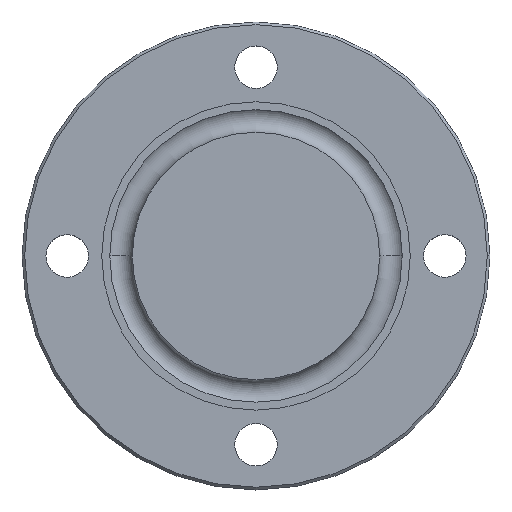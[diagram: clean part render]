
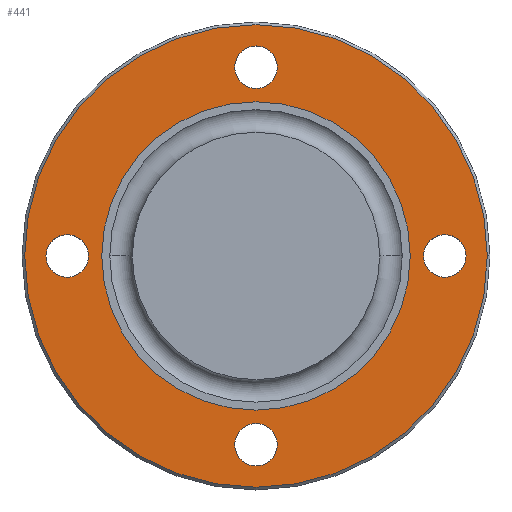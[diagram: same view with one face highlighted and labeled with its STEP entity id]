
A CAD part, top view. The second image highlights one B-rep face of the part: STEP entity #441.
In plain terms, the highlighted planar face has unit normal (0, 0, 1).
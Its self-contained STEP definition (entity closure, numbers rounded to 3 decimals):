
#2 = AXIS2_PLACEMENT_3D ( 'NONE', #538, #30, #89 ) ;
#7 = EDGE_CURVE ( 'NONE', #488, #175, #194, .T. ) ;
#9 = VERTEX_POINT ( 'NONE', #101 ) ;
#10 = AXIS2_PLACEMENT_3D ( 'NONE', #140, #93, #707 ) ;
#19 = CARTESIAN_POINT ( 'NONE',  ( 0., -35.5, 10. ) ) ;
#24 = CARTESIAN_POINT ( 'NONE',  ( -35.5, 0., 10. ) ) ;
#30 = DIRECTION ( 'NONE',  ( 0., 0., 1. ) ) ;
#41 = EDGE_LOOP ( 'NONE', ( #631, #45 ) ) ;
#44 = AXIS2_PLACEMENT_3D ( 'NONE', #19, #404, #78 ) ;
#45 = ORIENTED_EDGE ( 'NONE', *, *, #711, .F. ) ;
#63 = ORIENTED_EDGE ( 'NONE', *, *, #669, .T. ) ;
#74 = CARTESIAN_POINT ( 'NONE',  ( 43.5, 0., 10. ) ) ;
#78 = DIRECTION ( 'NONE',  ( -1., 0., 0. ) ) ;
#80 = EDGE_CURVE ( 'NONE', #265, #290, #641, .T. ) ;
#81 = CARTESIAN_POINT ( 'NONE',  ( 35.5, -4., 10. ) ) ;
#89 = DIRECTION ( 'NONE',  ( -1., 0., 0. ) ) ;
#90 = EDGE_LOOP ( 'NONE', ( #548, #574 ) ) ;
#93 = DIRECTION ( 'NONE',  ( 0., 0., 1. ) ) ;
#97 = AXIS2_PLACEMENT_3D ( 'NONE', #119, #428, #360 ) ;
#99 = DIRECTION ( 'NONE',  ( 1., 0., 0. ) ) ;
#101 = CARTESIAN_POINT ( 'NONE',  ( -4., -35.5, 10. ) ) ;
#105 = CIRCLE ( 'NONE', #255, 4. ) ;
#106 = ORIENTED_EDGE ( 'NONE', *, *, #397, .F. ) ;
#119 = CARTESIAN_POINT ( 'NONE',  ( 0., 0., 10. ) ) ;
#120 = EDGE_CURVE ( 'NONE', #9, #732, #426, .T. ) ;
#129 = FACE_BOUND ( 'NONE', #720, .T. ) ;
#137 = DIRECTION ( 'NONE',  ( 0., 0., 1. ) ) ;
#140 = CARTESIAN_POINT ( 'NONE',  ( 0., 0., 10. ) ) ;
#144 = VERTEX_POINT ( 'NONE', #74 ) ;
#152 = AXIS2_PLACEMENT_3D ( 'NONE', #160, #325, #427 ) ;
#160 = CARTESIAN_POINT ( 'NONE',  ( 0., 35.5, 10. ) ) ;
#175 = VERTEX_POINT ( 'NONE', #636 ) ;
#177 = CIRCLE ( 'NONE', #676, 4. ) ;
#179 = AXIS2_PLACEMENT_3D ( 'NONE', #191, #137, #407 ) ;
#181 = AXIS2_PLACEMENT_3D ( 'NONE', #307, #413, #643 ) ;
#191 = CARTESIAN_POINT ( 'NONE',  ( -35.5, 0., 10. ) ) ;
#194 = CIRCLE ( 'NONE', #152, 4. ) ;
#198 = DIRECTION ( 'NONE',  ( 1., 0., 0. ) ) ;
#205 = CIRCLE ( 'NONE', #330, 4. ) ;
#224 = CIRCLE ( 'NONE', #179, 4. ) ;
#234 = CARTESIAN_POINT ( 'NONE',  ( 29., 0., 10. ) ) ;
#245 = PLANE ( 'NONE',  #257 ) ;
#246 = ORIENTED_EDGE ( 'NONE', *, *, #305, .T. ) ;
#255 = AXIS2_PLACEMENT_3D ( 'NONE', #24, #417, #260 ) ;
#257 = AXIS2_PLACEMENT_3D ( 'NONE', #585, #516, #703 ) ;
#260 = DIRECTION ( 'NONE',  ( 0., 1., 0. ) ) ;
#265 = VERTEX_POINT ( 'NONE', #234 ) ;
#280 = VERTEX_POINT ( 'NONE', #351 ) ;
#284 = EDGE_LOOP ( 'NONE', ( #106, #318 ) ) ;
#290 = VERTEX_POINT ( 'NONE', #296 ) ;
#291 = FACE_OUTER_BOUND ( 'NONE', #375, .T. ) ;
#296 = CARTESIAN_POINT ( 'NONE',  ( -29., 0., 10. ) ) ;
#305 = EDGE_CURVE ( 'NONE', #144, #317, #493, .T. ) ;
#307 = CARTESIAN_POINT ( 'NONE',  ( 0., 0., 10. ) ) ;
#314 = EDGE_CURVE ( 'NONE', #175, #488, #177, .T. ) ;
#317 = VERTEX_POINT ( 'NONE', #421 ) ;
#318 = ORIENTED_EDGE ( 'NONE', *, *, #709, .F. ) ;
#325 = DIRECTION ( 'NONE',  ( 0., 0., 1. ) ) ;
#328 = ORIENTED_EDGE ( 'NONE', *, *, #120, .F. ) ;
#330 = AXIS2_PLACEMENT_3D ( 'NONE', #492, #333, #625 ) ;
#333 = DIRECTION ( 'NONE',  ( 0., 0., 1. ) ) ;
#351 = CARTESIAN_POINT ( 'NONE',  ( -35.5, -4., 10. ) ) ;
#353 = FACE_BOUND ( 'NONE', #90, .T. ) ;
#358 = CARTESIAN_POINT ( 'NONE',  ( 4., 35.5, 10. ) ) ;
#360 = DIRECTION ( 'NONE',  ( 1., 0., 0. ) ) ;
#366 = CIRCLE ( 'NONE', #598, 43.5 ) ;
#371 = CARTESIAN_POINT ( 'NONE',  ( 0., 35.5, 10. ) ) ;
#375 = EDGE_LOOP ( 'NONE', ( #63, #246 ) ) ;
#383 = CARTESIAN_POINT ( 'NONE',  ( -35.5, 4., 10. ) ) ;
#392 = VERTEX_POINT ( 'NONE', #383 ) ;
#397 = EDGE_CURVE ( 'NONE', #644, #433, #205, .T. ) ;
#404 = DIRECTION ( 'NONE',  ( 0., 0., 1. ) ) ;
#405 = ORIENTED_EDGE ( 'NONE', *, *, #7, .F. ) ;
#407 = DIRECTION ( 'NONE',  ( 0., 1., 0. ) ) ;
#413 = DIRECTION ( 'NONE',  ( 0., 0., 1. ) ) ;
#417 = DIRECTION ( 'NONE',  ( 0., 0., 1. ) ) ;
#420 = CARTESIAN_POINT ( 'NONE',  ( 4., -35.5, 10. ) ) ;
#421 = CARTESIAN_POINT ( 'NONE',  ( -43.5, 0., 10. ) ) ;
#425 = CIRCLE ( 'NONE', #573, 4. ) ;
#426 = CIRCLE ( 'NONE', #44, 4. ) ;
#427 = DIRECTION ( 'NONE',  ( 1., 0., 0. ) ) ;
#428 = DIRECTION ( 'NONE',  ( 0., 0., 1. ) ) ;
#433 = VERTEX_POINT ( 'NONE', #635 ) ;
#441 = ADVANCED_FACE ( 'NONE', ( #448, #461, #699, #129, #353, #291 ), #245, .F. ) ;
#448 = FACE_BOUND ( 'NONE', #41, .T. ) ;
#461 = FACE_BOUND ( 'NONE', #634, .T. ) ;
#464 = DIRECTION ( 'NONE',  ( 0., 0., 1. ) ) ;
#488 = VERTEX_POINT ( 'NONE', #358 ) ;
#492 = CARTESIAN_POINT ( 'NONE',  ( 35.5, 0., 10. ) ) ;
#493 = CIRCLE ( 'NONE', #97, 43.5 ) ;
#516 = DIRECTION ( 'NONE',  ( 0., 0., -1. ) ) ;
#521 = DIRECTION ( 'NONE',  ( 0., -1., 0. ) ) ;
#530 = CARTESIAN_POINT ( 'NONE',  ( 0., 0., 10. ) ) ;
#535 = CIRCLE ( 'NONE', #2, 4. ) ;
#538 = CARTESIAN_POINT ( 'NONE',  ( 0., -35.5, 10. ) ) ;
#543 = DIRECTION ( 'NONE',  ( 0., 0., 1. ) ) ;
#548 = ORIENTED_EDGE ( 'NONE', *, *, #80, .F. ) ;
#573 = AXIS2_PLACEMENT_3D ( 'NONE', #663, #464, #521 ) ;
#574 = ORIENTED_EDGE ( 'NONE', *, *, #592, .F. ) ;
#585 = CARTESIAN_POINT ( 'NONE',  ( 0., 43.5, 10. ) ) ;
#592 = EDGE_CURVE ( 'NONE', #290, #265, #611, .T. ) ;
#598 = AXIS2_PLACEMENT_3D ( 'NONE', #530, #602, #99 ) ;
#602 = DIRECTION ( 'NONE',  ( 0., 0., 1. ) ) ;
#609 = ORIENTED_EDGE ( 'NONE', *, *, #678, .F. ) ;
#611 = CIRCLE ( 'NONE', #10, 29. ) ;
#625 = DIRECTION ( 'NONE',  ( 0., -1., 0. ) ) ;
#631 = ORIENTED_EDGE ( 'NONE', *, *, #696, .F. ) ;
#634 = EDGE_LOOP ( 'NONE', ( #328, #609 ) ) ;
#635 = CARTESIAN_POINT ( 'NONE',  ( 35.5, 4., 10. ) ) ;
#636 = CARTESIAN_POINT ( 'NONE',  ( -4., 35.5, 10. ) ) ;
#641 = CIRCLE ( 'NONE', #181, 29. ) ;
#643 = DIRECTION ( 'NONE',  ( 1., 0., 0. ) ) ;
#644 = VERTEX_POINT ( 'NONE', #81 ) ;
#655 = ORIENTED_EDGE ( 'NONE', *, *, #314, .F. ) ;
#663 = CARTESIAN_POINT ( 'NONE',  ( 35.5, 0., 10. ) ) ;
#669 = EDGE_CURVE ( 'NONE', #317, #144, #366, .T. ) ;
#676 = AXIS2_PLACEMENT_3D ( 'NONE', #371, #543, #198 ) ;
#678 = EDGE_CURVE ( 'NONE', #732, #9, #535, .T. ) ;
#696 = EDGE_CURVE ( 'NONE', #392, #280, #224, .T. ) ;
#699 = FACE_BOUND ( 'NONE', #284, .T. ) ;
#703 = DIRECTION ( 'NONE',  ( -1., 0., 0. ) ) ;
#707 = DIRECTION ( 'NONE',  ( 1., 0., 0. ) ) ;
#709 = EDGE_CURVE ( 'NONE', #433, #644, #425, .T. ) ;
#711 = EDGE_CURVE ( 'NONE', #280, #392, #105, .T. ) ;
#720 = EDGE_LOOP ( 'NONE', ( #405, #655 ) ) ;
#732 = VERTEX_POINT ( 'NONE', #420 ) ;
